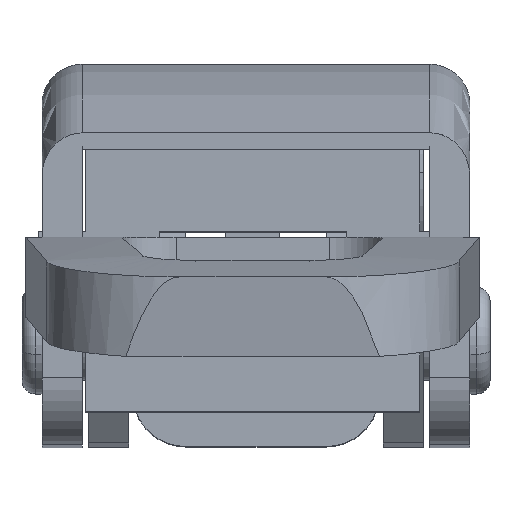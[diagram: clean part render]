
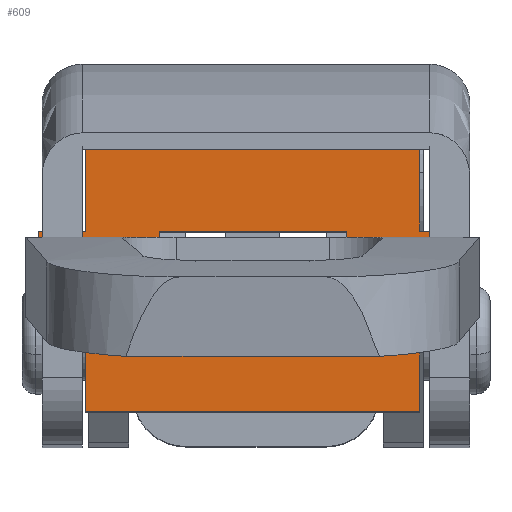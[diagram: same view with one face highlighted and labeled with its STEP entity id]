
A CAD part, top view. The second image highlights one B-rep face of the part: STEP entity #609.
In plain terms, the highlighted planar face has unit normal (0, 0, 1).
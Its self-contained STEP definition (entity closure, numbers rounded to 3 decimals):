
#150 = VERTEX_POINT ( 'NONE', #2346 ) ;
#246 = EDGE_CURVE ( 'NONE', #150, #337, #2540, .T. ) ;
#337 = VERTEX_POINT ( 'NONE', #2570 ) ;
#339 = EDGE_CURVE ( 'NONE', #340, #150, #2569, .T. ) ;
#340 = VERTEX_POINT ( 'NONE', #2517 ) ;
#365 = ORIENTED_EDGE ( 'NONE', *, *, #607, .T. ) ;
#385 = EDGE_CURVE ( 'NONE', #507, #544, #2880, .T. ) ;
#415 = VERTEX_POINT ( 'NONE', #2822 ) ;
#417 = ORIENTED_EDGE ( 'NONE', *, *, #530, .T. ) ;
#418 = ORIENTED_EDGE ( 'NONE', *, *, #617, .T. ) ;
#421 = EDGE_CURVE ( 'NONE', #536, #533, #2790, .T. ) ;
#422 = ORIENTED_EDGE ( 'NONE', *, *, #588, .F. ) ;
#435 = EDGE_CURVE ( 'NONE', #506, #415, #2805, .T. ) ;
#436 = EDGE_CURVE ( 'NONE', #615, #506, #2895, .T. ) ;
#437 = ORIENTED_EDGE ( 'NONE', *, *, #538, .T. ) ;
#438 = ORIENTED_EDGE ( 'NONE', *, *, #518, .T. ) ;
#439 = ORIENTED_EDGE ( 'NONE', *, *, #385, .T. ) ;
#441 = VERTEX_POINT ( 'NONE', #2891 ) ;
#442 = ORIENTED_EDGE ( 'NONE', *, *, #443, .F. ) ;
#443 = EDGE_CURVE ( 'NONE', #534, #441, #2786, .T. ) ;
#457 = EDGE_LOOP ( 'NONE', ( #458, #535, #422, #442 ) ) ;
#458 = ORIENTED_EDGE ( 'NONE', *, *, #459, .F. ) ;
#459 = EDGE_CURVE ( 'NONE', #533, #534, #2820, .T. ) ;
#467 = VERTEX_POINT ( 'NONE', #2751 ) ;
#506 = VERTEX_POINT ( 'NONE', #3008 ) ;
#507 = VERTEX_POINT ( 'NONE', #2991 ) ;
#518 = EDGE_CURVE ( 'NONE', #540, #507, #3121, .T. ) ;
#530 = EDGE_CURVE ( 'NONE', #544, #542, #3100, .T. ) ;
#531 = EDGE_LOOP ( 'NONE', ( #532, #593, #594, #437, #438, #439, #417, #418, #590, #591, #592, #365 ) ) ;
#532 = ORIENTED_EDGE ( 'NONE', *, *, #339, .T. ) ;
#533 = VERTEX_POINT ( 'NONE', #2947 ) ;
#534 = VERTEX_POINT ( 'NONE', #2946 ) ;
#535 = ORIENTED_EDGE ( 'NONE', *, *, #421, .F. ) ;
#536 = VERTEX_POINT ( 'NONE', #2974 ) ;
#538 = EDGE_CURVE ( 'NONE', #467, #540, #3093, .T. ) ;
#540 = VERTEX_POINT ( 'NONE', #3095 ) ;
#542 = VERTEX_POINT ( 'NONE', #2940 ) ;
#544 = VERTEX_POINT ( 'NONE', #3089 ) ;
#585 = EDGE_CURVE ( 'NONE', #337, #467, #3123, .T. ) ;
#588 = EDGE_CURVE ( 'NONE', #441, #536, #2996, .T. ) ;
#590 = ORIENTED_EDGE ( 'NONE', *, *, #436, .T. ) ;
#591 = ORIENTED_EDGE ( 'NONE', *, *, #435, .T. ) ;
#592 = ORIENTED_EDGE ( 'NONE', *, *, #611, .T. ) ;
#593 = ORIENTED_EDGE ( 'NONE', *, *, #246, .T. ) ;
#594 = ORIENTED_EDGE ( 'NONE', *, *, #585, .T. ) ;
#607 = EDGE_CURVE ( 'NONE', #613, #340, #3086, .T. ) ;
#609 = ADVANCED_FACE ( 'NONE', ( #3082, #3081 ), #3080, .T. ) ;
#611 = EDGE_CURVE ( 'NONE', #415, #613, #3075, .T. ) ;
#613 = VERTEX_POINT ( 'NONE', #3071 ) ;
#615 = VERTEX_POINT ( 'NONE', #3066 ) ;
#617 = EDGE_CURVE ( 'NONE', #542, #615, #3065, .T. ) ;
#2346 = CARTESIAN_POINT ( 'NONE',  ( 12.5, 10., 3. ) ) ;
#2517 = CARTESIAN_POINT ( 'NONE',  ( 12.5, 3.5, 3. ) ) ;
#2540 = LINE ( 'NONE', #2577, #2576 ) ;
#2566 = DIRECTION ( 'NONE',  ( 0., 1., 0. ) ) ;
#2567 = VECTOR ( 'NONE', #2566, 1000. ) ;
#2568 = CARTESIAN_POINT ( 'NONE',  ( 12.5, 10., 3. ) ) ;
#2569 = LINE ( 'NONE', #2568, #2567 ) ;
#2570 = CARTESIAN_POINT ( 'NONE',  ( -12.5, 10., 3. ) ) ;
#2575 = DIRECTION ( 'NONE',  ( -1., 0., 0. ) ) ;
#2576 = VECTOR ( 'NONE', #2575, 1000. ) ;
#2577 = CARTESIAN_POINT ( 'NONE',  ( -12.5, 10., 3. ) ) ;
#2751 = CARTESIAN_POINT ( 'NONE',  ( -12.5, 3.5, 3. ) ) ;
#2783 = DIRECTION ( 'NONE',  ( 1., 0., 0. ) ) ;
#2784 = VECTOR ( 'NONE', #2783, 1000. ) ;
#2785 = CARTESIAN_POINT ( 'NONE',  ( -7., -3.5, 3. ) ) ;
#2786 = LINE ( 'NONE', #2785, #2784 ) ;
#2787 = DIRECTION ( 'NONE',  ( -1., 0., 0. ) ) ;
#2788 = VECTOR ( 'NONE', #2787, 1000. ) ;
#2789 = CARTESIAN_POINT ( 'NONE',  ( -7., 3.5, 3. ) ) ;
#2790 = LINE ( 'NONE', #2789, #2788 ) ;
#2802 = DIRECTION ( 'NONE',  ( 1., 0., 0. ) ) ;
#2803 = VECTOR ( 'NONE', #2802, 1000. ) ;
#2804 = CARTESIAN_POINT ( 'NONE',  ( 16., -3.5, 3. ) ) ;
#2805 = LINE ( 'NONE', #2804, #2803 ) ;
#2817 = DIRECTION ( 'NONE',  ( 0., -1., 0. ) ) ;
#2818 = VECTOR ( 'NONE', #2817, 1000. ) ;
#2819 = CARTESIAN_POINT ( 'NONE',  ( -7., 3.5, 3. ) ) ;
#2820 = LINE ( 'NONE', #2819, #2818 ) ;
#2822 = CARTESIAN_POINT ( 'NONE',  ( 16., -3.5, 3. ) ) ;
#2875 = DIRECTION ( 'NONE',  ( 1., 0., 0. ) ) ;
#2876 = VECTOR ( 'NONE', #2875, 1000. ) ;
#2879 = CARTESIAN_POINT ( 'NONE',  ( -16., -3.5, 3. ) ) ;
#2880 = LINE ( 'NONE', #2879, #2876 ) ;
#2891 = CARTESIAN_POINT ( 'NONE',  ( 7., -3.5, 3. ) ) ;
#2892 = DIRECTION ( 'NONE',  ( 0., 1., 0. ) ) ;
#2893 = VECTOR ( 'NONE', #2892, 1000. ) ;
#2894 = CARTESIAN_POINT ( 'NONE',  ( 12.5, -3.5, 3. ) ) ;
#2895 = LINE ( 'NONE', #2894, #2893 ) ;
#2923 = DIRECTION ( 'NONE',  ( 0., -1., 0. ) ) ;
#2924 = VECTOR ( 'NONE', #2923, 1000. ) ;
#2940 = CARTESIAN_POINT ( 'NONE',  ( -12.5, -10., 3. ) ) ;
#2946 = CARTESIAN_POINT ( 'NONE',  ( -7., -3.5, 3. ) ) ;
#2947 = CARTESIAN_POINT ( 'NONE',  ( -7., 3.5, 3. ) ) ;
#2948 = DIRECTION ( 'NONE',  ( 0., -1., 0. ) ) ;
#2974 = CARTESIAN_POINT ( 'NONE',  ( 7., 3.5, 3. ) ) ;
#2991 = CARTESIAN_POINT ( 'NONE',  ( -16., -3.5, 3. ) ) ;
#2993 = DIRECTION ( 'NONE',  ( 0., 1., 0. ) ) ;
#2994 = VECTOR ( 'NONE', #2993, 1000. ) ;
#2995 = CARTESIAN_POINT ( 'NONE',  ( 7., 3.5, 3. ) ) ;
#2996 = LINE ( 'NONE', #2995, #2994 ) ;
#2997 = DIRECTION ( 'NONE',  ( 0., -1., 0. ) ) ;
#2998 = VECTOR ( 'NONE', #2997, 1000. ) ;
#2999 = CARTESIAN_POINT ( 'NONE',  ( -12.5, 10., 3. ) ) ;
#3008 = CARTESIAN_POINT ( 'NONE',  ( 12.5, -3.5, 3. ) ) ;
#3062 = DIRECTION ( 'NONE',  ( 1., 0., 0. ) ) ;
#3063 = VECTOR ( 'NONE', #3062, 1000. ) ;
#3064 = CARTESIAN_POINT ( 'NONE',  ( 12.5, -10., 3. ) ) ;
#3065 = LINE ( 'NONE', #3064, #3063 ) ;
#3066 = CARTESIAN_POINT ( 'NONE',  ( 12.5, -10., 3. ) ) ;
#3071 = CARTESIAN_POINT ( 'NONE',  ( 16., 3.5, 3. ) ) ;
#3072 = DIRECTION ( 'NONE',  ( 0., 1., 0. ) ) ;
#3073 = VECTOR ( 'NONE', #3072, 1000. ) ;
#3074 = CARTESIAN_POINT ( 'NONE',  ( 16., 3.5, 3. ) ) ;
#3075 = LINE ( 'NONE', #3074, #3073 ) ;
#3076 = DIRECTION ( 'NONE',  ( 1., 0., 0. ) ) ;
#3077 = DIRECTION ( 'NONE',  ( 0., 0., 1. ) ) ;
#3078 = CARTESIAN_POINT ( 'NONE',  ( 12.5, 3.5, 3. ) ) ;
#3079 = AXIS2_PLACEMENT_3D ( 'NONE', #3078, #3077, #3076 ) ;
#3080 = PLANE ( 'NONE',  #3079 ) ;
#3081 = FACE_OUTER_BOUND ( 'NONE', #531, .T. ) ;
#3082 = FACE_BOUND ( 'NONE', #457, .T. ) ;
#3083 = DIRECTION ( 'NONE',  ( -1., 0., 0. ) ) ;
#3084 = VECTOR ( 'NONE', #3083, 1000. ) ;
#3085 = CARTESIAN_POINT ( 'NONE',  ( 12.5, 3.5, 3. ) ) ;
#3086 = LINE ( 'NONE', #3085, #3084 ) ;
#3089 = CARTESIAN_POINT ( 'NONE',  ( -12.5, -3.5, 3. ) ) ;
#3090 = DIRECTION ( 'NONE',  ( -1., 0., 0. ) ) ;
#3091 = VECTOR ( 'NONE', #3090, 1000. ) ;
#3092 = CARTESIAN_POINT ( 'NONE',  ( -12.5, 3.5, 3. ) ) ;
#3093 = LINE ( 'NONE', #3092, #3091 ) ;
#3095 = CARTESIAN_POINT ( 'NONE',  ( -16., 3.5, 3. ) ) ;
#3098 = VECTOR ( 'NONE', #2948, 1000. ) ;
#3099 = CARTESIAN_POINT ( 'NONE',  ( -12.5, -3.5, 3. ) ) ;
#3100 = LINE ( 'NONE', #3099, #3098 ) ;
#3121 = LINE ( 'NONE', #3122, #2924 ) ;
#3122 = CARTESIAN_POINT ( 'NONE',  ( -16., 3.5, 3. ) ) ;
#3123 = LINE ( 'NONE', #2999, #2998 ) ;
